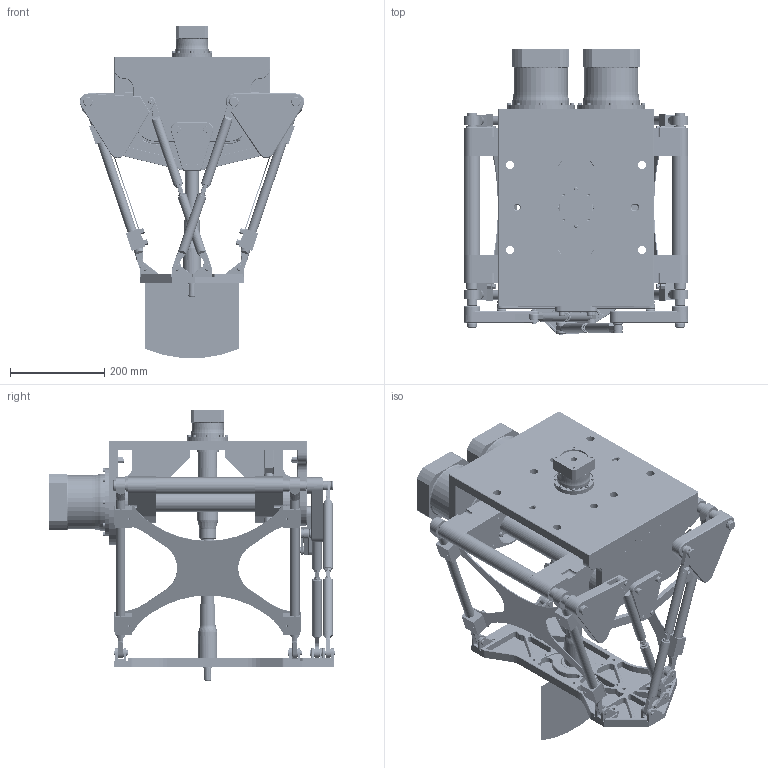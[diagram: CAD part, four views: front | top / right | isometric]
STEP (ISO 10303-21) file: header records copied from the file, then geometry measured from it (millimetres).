
FILE_DESCRIPTION(/* description */ ('Norm.iam Teamplte'),/* implementation_level */ '2;1');
FILE_NAME(/* name */ '3D-model_A_00889-TS1.stp',/* time_stamp */ '2023-08-03T16:05:08+02:00',/* author */ ('julien.schuhler'),/* organization */ (''),/* preprocessor_version */ 'ST-DEVELOPER v16.5',/* originating_system */ 'Autodesk Inventor 2017',/* authorisation */ '');
FILE_SCHEMA (('AUTOMOTIVE_DESIGN { 1 0 10303 214 3 1 1 }'));
Products named in the file (17): A_00889-TS1_DUMMY DuoPod Robotermechanik RV2-TS1-200-6kg; MT_WST00050604MT_WST; MT_WST00112671 Dummy-Kopfplatte; MT_WST00107342 Getriebe; MT_WST00112649 Dummy-Oberarm; MT_WST00053813MT_WST; MT_WST00112648 Dummy-Parallelogrammarm 1; MT_WST00053811MT_WST; MT_WST00064875MT_WST; MT_WST00064782MT_WST; MT_WST00064781MT_WST; MT_WST00112655 Dummy-Welle; MT_WST00064780MT_WST; MT_WST00114164 Dummy-Werkzeugträger; MT_WST00114165 Dummy-Aufnahme-2; MT_WST00114166 Dummy-Aufnahme-1; MT_WST00114167 Dummy-Aufnahme 3
Assembly tree (21 placements, depth 2):
  A_00889-TS1_DUMMY DuoPod Robotermechanik RV2-TS1-200-6kg
    MT_WST00050604MT_WST
    MT_WST00112671 Dummy-Kopfplatte
    MT_WST00107342 Getriebe  x2
    MT_WST00112649 Dummy-Oberarm  x2
    MT_WST00053813MT_WST  x2
    MT_WST00112648 Dummy-Parallelogrammarm 1  x2
    MT_WST00053811MT_WST  x2
    MT_WST00064875MT_WST
    MT_WST00064782MT_WST
    MT_WST00064781MT_WST
    MT_WST00112655 Dummy-Welle
    MT_WST00064780MT_WST
    MT_WST00114164 Dummy-Werkzeugträger
    MT_WST00114165 Dummy-Aufnahme-2
    MT_WST00114166 Dummy-Aufnahme-1
    MT_WST00114167 Dummy-Aufnahme 3
Bounding box: 476.72 x 607.3 x 704.99 mm (x, y, z)
Volume: 16512581.8 mm3; surface area: 2179571 mm2
Topology: 24 solids, 48 shells, 3319 faces, 7763 edges, 4912 vertices
Faces by surface type: plane 1705, cylinder 949, cone 484, torus 151, bspline 26, sphere 4
Full cylindrical faces by diameter (mm): 2 x24, 3 x12, 4.134 x4, 4.35 x8, 4.917 x27, 5 x16, 5.188 x24, 6.647 x16, 7 x8, 7.5 x2, 8 x42, 8.5 x32, 9.6 x2, 10 x49, 10.25 x9, 12 x12, 13 x2, 13.6 x1, 14 x2, 15 x18, 16 x4, 17.5 x8, 18 x41, 19 x11, 19.7 x1, 19.8 x4, 20 x32, 23 x4, 24 x1, 25 x4
Entity records: 77278 total; most frequent: CARTESIAN_POINT 16668, DIRECTION 12534, ORIENTED_EDGE 10674, EDGE_CURVE 5335, AXIS2_PLACEMENT_3D 4664, VERTEX_POINT 3685, EDGE_LOOP 3636, LINE 3206
